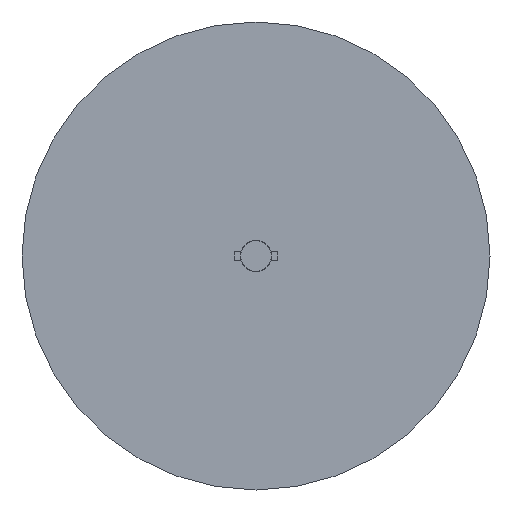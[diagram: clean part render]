
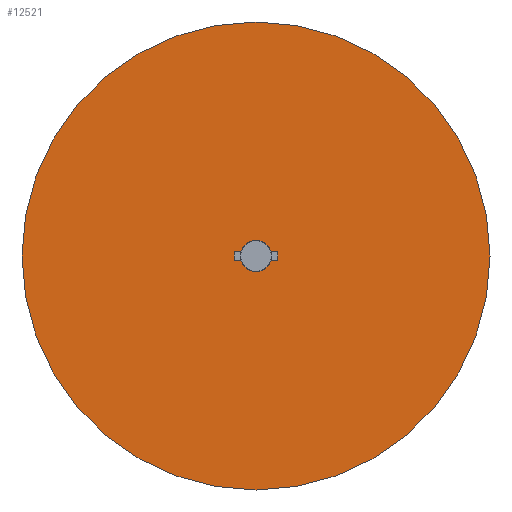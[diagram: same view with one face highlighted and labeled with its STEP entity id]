
A CAD part, front view. The second image highlights one B-rep face of the part: STEP entity #12521.
In plain terms, the highlighted planar face has unit normal (0, -1, 0).
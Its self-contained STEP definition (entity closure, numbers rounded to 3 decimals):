
#34 = DIRECTION ( 'NONE',  ( 0., 0., 1. ) ) ;
#412 = VERTEX_POINT ( 'NONE', #19592 ) ;
#1232 = DIRECTION ( 'NONE',  ( 0., 1., 0. ) ) ;
#1822 = CARTESIAN_POINT ( 'NONE',  ( 0.001, 294.841, 0. ) ) ;
#2063 = AXIS2_PLACEMENT_3D ( 'NONE', #18171, #26606, #18457 ) ;
#2116 = VERTEX_POINT ( 'NONE', #19831 ) ;
#2502 = CIRCLE ( 'NONE', #2063, 16. ) ;
#2610 = EDGE_CURVE ( 'NONE', #412, #5743, #16292, .T. ) ;
#3311 = CARTESIAN_POINT ( 'NONE',  ( 0.001, 294.841, 0. ) ) ;
#3510 = EDGE_LOOP ( 'NONE', ( #21888, #6041 ) ) ;
#4888 = DIRECTION ( 'NONE',  ( 0., -1., 0. ) ) ;
#4896 = AXIS2_PLACEMENT_3D ( 'NONE', #3311, #1232, #9695 ) ;
#5201 = CARTESIAN_POINT ( 'NONE',  ( 0.001, 294.841, 16. ) ) ;
#5266 = CIRCLE ( 'NONE', #23844, 1.06 ) ;
#5743 = VERTEX_POINT ( 'NONE', #8590 ) ;
#6041 = ORIENTED_EDGE ( 'NONE', *, *, #7548, .F. ) ;
#6542 = DIRECTION ( 'NONE',  ( 0., 0., 1. ) ) ;
#7548 = EDGE_CURVE ( 'NONE', #19419, #2116, #2502, .T. ) ;
#8590 = CARTESIAN_POINT ( 'NONE',  ( 0.001, 294.841, -1.06 ) ) ;
#9267 = AXIS2_PLACEMENT_3D ( 'NONE', #11753, #20187, #9825 ) ;
#9695 = DIRECTION ( 'NONE',  ( 0., 0., 1. ) ) ;
#9825 = DIRECTION ( 'NONE',  ( 0., 0., 1. ) ) ;
#10840 = CARTESIAN_POINT ( 'NONE',  ( 0.001, 294.841, 0. ) ) ;
#10880 = ORIENTED_EDGE ( 'NONE', *, *, #2610, .F. ) ;
#11343 = EDGE_LOOP ( 'NONE', ( #10880, #16106 ) ) ;
#11488 = EDGE_CURVE ( 'NONE', #5743, #412, #5266, .T. ) ;
#11753 = CARTESIAN_POINT ( 'NONE',  ( 0.001, 294.841, 0. ) ) ;
#12521 = ADVANCED_FACE ( 'NONE', ( #26411, #24351 ), #20321, .F. ) ;
#12636 = DIRECTION ( 'NONE',  ( 0., -1., 0. ) ) ;
#16106 = ORIENTED_EDGE ( 'NONE', *, *, #11488, .F. ) ;
#16292 = CIRCLE ( 'NONE', #21594, 1.06 ) ;
#16812 = CIRCLE ( 'NONE', #4896, 16. ) ;
#18171 = CARTESIAN_POINT ( 'NONE',  ( 0.001, 294.841, 0. ) ) ;
#18457 = DIRECTION ( 'NONE',  ( 0., 0., 1. ) ) ;
#19419 = VERTEX_POINT ( 'NONE', #5201 ) ;
#19592 = CARTESIAN_POINT ( 'NONE',  ( 0.001, 294.841, 1.06 ) ) ;
#19831 = CARTESIAN_POINT ( 'NONE',  ( 0.001, 294.841, -16. ) ) ;
#20187 = DIRECTION ( 'NONE',  ( 0., 1., 0. ) ) ;
#20321 = PLANE ( 'NONE',  #9267 ) ;
#21594 = AXIS2_PLACEMENT_3D ( 'NONE', #1822, #12636, #6542 ) ;
#21888 = ORIENTED_EDGE ( 'NONE', *, *, #23561, .F. ) ;
#23561 = EDGE_CURVE ( 'NONE', #2116, #19419, #16812, .T. ) ;
#23844 = AXIS2_PLACEMENT_3D ( 'NONE', #10840, #4888, #34 ) ;
#24351 = FACE_OUTER_BOUND ( 'NONE', #3510, .T. ) ;
#26411 = FACE_BOUND ( 'NONE', #11343, .T. ) ;
#26606 = DIRECTION ( 'NONE',  ( 0., 1., 0. ) ) ;
